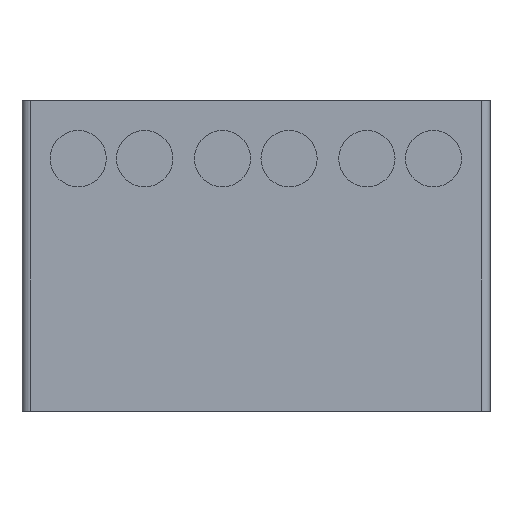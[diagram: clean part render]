
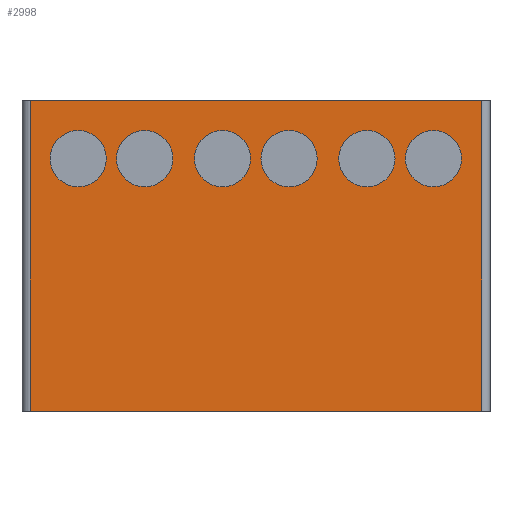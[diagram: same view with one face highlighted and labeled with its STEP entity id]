
A CAD part, top view. The second image highlights one B-rep face of the part: STEP entity #2998.
In plain terms, the highlighted planar face has unit normal (0, 0, 1).
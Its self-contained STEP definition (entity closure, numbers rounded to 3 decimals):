
#2749 = VERTEX_POINT('',#2750);
#2750 = CARTESIAN_POINT('',(169.799,115.062,26.873));
#2771 = EDGE_CURVE('',#2749,#2772,#2774,.T.);
#2772 = VERTEX_POINT('',#2773);
#2773 = CARTESIAN_POINT('',(169.799,-0.762,26.873));
#2774 = LINE('',#2775,#2776);
#2775 = CARTESIAN_POINT('',(169.799,115.062,26.873));
#2776 = VECTOR('',#2777,1.);
#2777 = DIRECTION('',(0.,-1.,0.));
#2998 = ADVANCED_FACE('',(#2999,#3023,#3034,#3045,#3056,#3067,#3078),
  #3089,.F.);
#2999 = FACE_BOUND('',#3000,.F.);
#3000 = EDGE_LOOP('',(#3001,#3009,#3016,#3022));
#3001 = ORIENTED_EDGE('',*,*,#3002,.T.);
#3002 = EDGE_CURVE('',#2772,#3003,#3005,.T.);
#3003 = VERTEX_POINT('',#3004);
#3004 = CARTESIAN_POINT('',(1.651,-0.762,26.873));
#3005 = LINE('',#3006,#3007);
#3006 = CARTESIAN_POINT('',(169.799,-0.762,26.873));
#3007 = VECTOR('',#3008,1.);
#3008 = DIRECTION('',(-1.,0.,0.));
#3009 = ORIENTED_EDGE('',*,*,#3010,.T.);
#3010 = EDGE_CURVE('',#3003,#3011,#3013,.T.);
#3011 = VERTEX_POINT('',#3012);
#3012 = CARTESIAN_POINT('',(1.651,115.062,26.873));
#3013 = B_SPLINE_CURVE_WITH_KNOTS('',1,(#3014,#3015),.UNSPECIFIED.,.F.,
  .F.,(2,2),(0.,4.56),.PIECEWISE_BEZIER_KNOTS.);
#3014 = CARTESIAN_POINT('',(1.651,-0.762,26.873));
#3015 = CARTESIAN_POINT('',(1.651,115.062,26.873));
#3016 = ORIENTED_EDGE('',*,*,#3017,.T.);
#3017 = EDGE_CURVE('',#3011,#2749,#3018,.T.);
#3018 = LINE('',#3019,#3020);
#3019 = CARTESIAN_POINT('',(1.651,115.062,26.873));
#3020 = VECTOR('',#3021,1.);
#3021 = DIRECTION('',(1.,0.,0.));
#3022 = ORIENTED_EDGE('',*,*,#2771,.T.);
#3023 = FACE_BOUND('',#3024,.F.);
#3024 = EDGE_LOOP('',(#3025));
#3025 = ORIENTED_EDGE('',*,*,#3026,.F.);
#3026 = EDGE_CURVE('',#3027,#3027,#3029,.T.);
#3027 = VERTEX_POINT('',#3028);
#3028 = CARTESIAN_POINT('',(54.723,93.404,26.873));
#3029 = CIRCLE('',#3030,10.478);
#3030 = AXIS2_PLACEMENT_3D('',#3031,#3032,#3033);
#3031 = CARTESIAN_POINT('',(44.245,93.404,26.873));
#3032 = DIRECTION('',(0.,0.,-1.));
#3033 = DIRECTION('',(1.,0.,0.));
#3034 = FACE_BOUND('',#3035,.F.);
#3035 = EDGE_LOOP('',(#3036));
#3036 = ORIENTED_EDGE('',*,*,#3037,.F.);
#3037 = EDGE_CURVE('',#3038,#3038,#3040,.T.);
#3038 = VERTEX_POINT('',#3039);
#3039 = CARTESIAN_POINT('',(29.923,93.404,26.873));
#3040 = CIRCLE('',#3041,10.478);
#3041 = AXIS2_PLACEMENT_3D('',#3042,#3043,#3044);
#3042 = CARTESIAN_POINT('',(19.445,93.404,26.873));
#3043 = DIRECTION('',(0.,0.,-1.));
#3044 = DIRECTION('',(1.,0.,0.));
#3045 = FACE_BOUND('',#3046,.F.);
#3046 = EDGE_LOOP('',(#3047));
#3047 = ORIENTED_EDGE('',*,*,#3048,.F.);
#3048 = EDGE_CURVE('',#3049,#3049,#3051,.T.);
#3049 = VERTEX_POINT('',#3050);
#3050 = CARTESIAN_POINT('',(162.323,93.404,26.873));
#3051 = CIRCLE('',#3052,10.478);
#3052 = AXIS2_PLACEMENT_3D('',#3053,#3054,#3055);
#3053 = CARTESIAN_POINT('',(151.845,93.404,26.873));
#3054 = DIRECTION('',(0.,0.,-1.));
#3055 = DIRECTION('',(1.,0.,0.));
#3056 = FACE_BOUND('',#3057,.F.);
#3057 = EDGE_LOOP('',(#3058));
#3058 = ORIENTED_EDGE('',*,*,#3059,.F.);
#3059 = EDGE_CURVE('',#3060,#3060,#3062,.T.);
#3060 = VERTEX_POINT('',#3061);
#3061 = CARTESIAN_POINT('',(137.523,93.404,26.873));
#3062 = CIRCLE('',#3063,10.478);
#3063 = AXIS2_PLACEMENT_3D('',#3064,#3065,#3066);
#3064 = CARTESIAN_POINT('',(127.045,93.404,26.873));
#3065 = DIRECTION('',(0.,0.,-1.));
#3066 = DIRECTION('',(1.,0.,0.));
#3067 = FACE_BOUND('',#3068,.F.);
#3068 = EDGE_LOOP('',(#3069));
#3069 = ORIENTED_EDGE('',*,*,#3070,.F.);
#3070 = EDGE_CURVE('',#3071,#3071,#3073,.T.);
#3071 = VERTEX_POINT('',#3072);
#3072 = CARTESIAN_POINT('',(108.523,93.404,26.873));
#3073 = CIRCLE('',#3074,10.478);
#3074 = AXIS2_PLACEMENT_3D('',#3075,#3076,#3077);
#3075 = CARTESIAN_POINT('',(98.045,93.404,26.873));
#3076 = DIRECTION('',(0.,0.,-1.));
#3077 = DIRECTION('',(1.,0.,0.));
#3078 = FACE_BOUND('',#3079,.F.);
#3079 = EDGE_LOOP('',(#3080));
#3080 = ORIENTED_EDGE('',*,*,#3081,.F.);
#3081 = EDGE_CURVE('',#3082,#3082,#3084,.T.);
#3082 = VERTEX_POINT('',#3083);
#3083 = CARTESIAN_POINT('',(83.723,93.404,26.873));
#3084 = CIRCLE('',#3085,10.478);
#3085 = AXIS2_PLACEMENT_3D('',#3086,#3087,#3088);
#3086 = CARTESIAN_POINT('',(73.245,93.404,26.873));
#3087 = DIRECTION('',(0.,0.,-1.));
#3088 = DIRECTION('',(1.,0.,0.));
#3089 = PLANE('',#3090);
#3090 = AXIS2_PLACEMENT_3D('',#3091,#3092,#3093);
#3091 = CARTESIAN_POINT('',(85.725,57.15,26.873));
#3092 = DIRECTION('',(0.,0.,-1.));
#3093 = DIRECTION('',(-1.,0.,0.));
